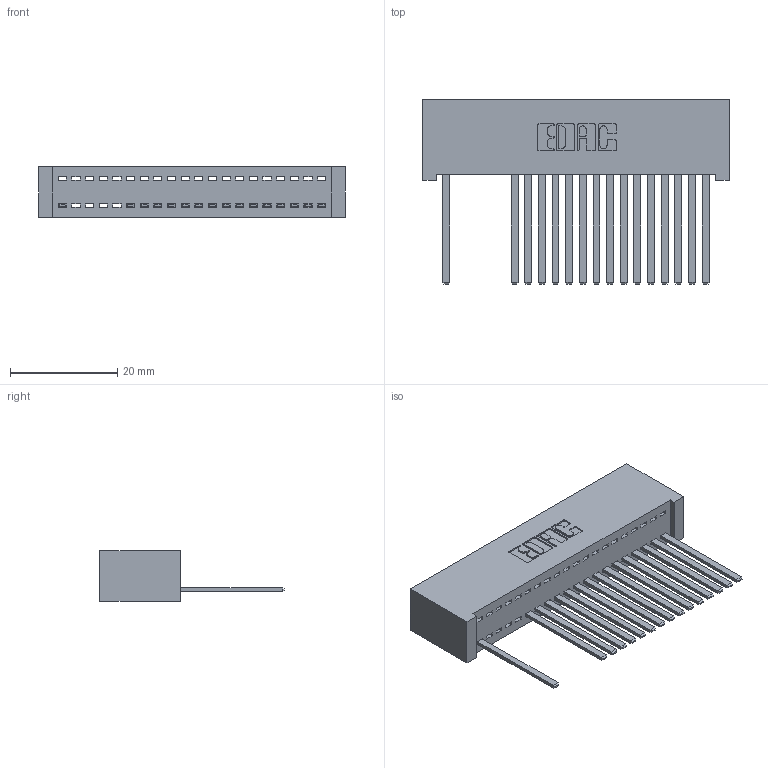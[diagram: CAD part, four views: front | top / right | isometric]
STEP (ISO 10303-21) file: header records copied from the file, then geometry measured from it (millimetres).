
FILE_DESCRIPTION (( 'STEP AP203' ), '1' );
FILE_NAME ('392-020-544-101.STEP', '2018-08-15T06:51:33', ( '' ), ( '' ), 'SwSTEP 2.0', 'SolidWorks 2016', '' );
FILE_SCHEMA (( 'CONFIG_CONTROL_DESIGN' ));
Length unit declared in the file: inch
Products named in the file (3): 342 Part_Lugless; 345-292-001_345-293-144; 392-020-544-101
Assembly tree (17 placements, depth 2):
  392-020-544-101
    342 Part_Lugless
    345-292-001_345-293-144  x16
Bounding box: 57.05 x 34.3 x 9.4 mm (x, y, z)
Volume: 5469.5 mm3; surface area: 8234.6 mm2
Topology: 17 solids, 17 shells, 982 faces, 2971 edges, 1958 vertices
Faces by surface type: plane 718, cylinder 264
Entity records: 14351 total; most frequent: CARTESIAN_POINT 2502, ORIENTED_EDGE 2462, DIRECTION 2139, EDGE_CURVE 1231, VECTOR 1115, LINE 1115, VERTEX_POINT 818, AXIS2_PLACEMENT_3D 512
